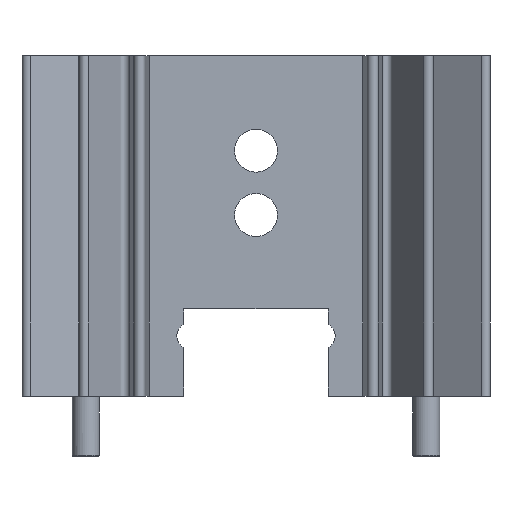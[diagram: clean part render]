
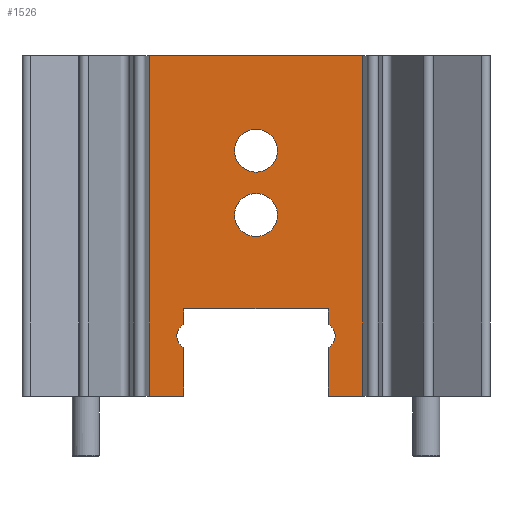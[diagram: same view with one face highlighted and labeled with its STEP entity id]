
A CAD part, front view. The second image highlights one B-rep face of the part: STEP entity #1526.
In plain terms, the highlighted planar face has unit normal (0, -1, 0).
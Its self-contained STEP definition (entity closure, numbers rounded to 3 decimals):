
#50 = VERTEX_POINT('',#51);
#51 = CARTESIAN_POINT('',(19.05,5.6,13.5));
#56 = EDGE_CURVE('',#50,#50,#57,.T.);
#57 = CIRCLE('',#58,1.6);
#58 = AXIS2_PLACEMENT_3D('',#59,#60,#61);
#59 = CARTESIAN_POINT('',(17.45,5.6,13.5));
#60 = DIRECTION('',(0.,1.,0.));
#61 = DIRECTION('',(-1.,0.,0.));
#82 = VERTEX_POINT('',#83);
#83 = CARTESIAN_POINT('',(19.05,5.6,18.3));
#88 = EDGE_CURVE('',#82,#82,#89,.T.);
#89 = CIRCLE('',#90,1.6);
#90 = AXIS2_PLACEMENT_3D('',#91,#92,#93);
#91 = CARTESIAN_POINT('',(17.45,5.6,18.3));
#92 = DIRECTION('',(0.,1.,0.));
#93 = DIRECTION('',(-1.,0.,0.));
#421 = VERTEX_POINT('',#422);
#422 = CARTESIAN_POINT('',(9.5,5.6,25.4));
#428 = EDGE_CURVE('',#429,#421,#431,.T.);
#429 = VERTEX_POINT('',#430);
#430 = CARTESIAN_POINT('',(25.4,5.6,25.4));
#431 = LINE('',#432,#433);
#432 = CARTESIAN_POINT('',(25.4,5.6,25.4));
#433 = VECTOR('',#434,1.);
#434 = DIRECTION('',(-1.,0.,0.));
#1483 = EDGE_CURVE('',#1484,#429,#1486,.T.);
#1484 = VERTEX_POINT('',#1485);
#1485 = CARTESIAN_POINT('',(25.4,5.6,0.));
#1486 = LINE('',#1487,#1488);
#1487 = CARTESIAN_POINT('',(25.4,5.6,0.));
#1488 = VECTOR('',#1489,1.);
#1489 = DIRECTION('',(0.,0.,1.));
#1526 = ADVANCED_FACE('',(#1527,#1611,#1614),#1617,.T.);
#1527 = FACE_BOUND('',#1528,.T.);
#1528 = EDGE_LOOP('',(#1529,#1530,#1538,#1546,#1554,#1563,#1571,#1579,
    #1587,#1596,#1604,#1610));
#1529 = ORIENTED_EDGE('',*,*,#428,.T.);
#1530 = ORIENTED_EDGE('',*,*,#1531,.F.);
#1531 = EDGE_CURVE('',#1532,#421,#1534,.T.);
#1532 = VERTEX_POINT('',#1533);
#1533 = CARTESIAN_POINT('',(9.5,5.6,0.));
#1534 = LINE('',#1535,#1536);
#1535 = CARTESIAN_POINT('',(9.5,5.6,0.));
#1536 = VECTOR('',#1537,1.);
#1537 = DIRECTION('',(0.,0.,1.));
#1538 = ORIENTED_EDGE('',*,*,#1539,.T.);
#1539 = EDGE_CURVE('',#1532,#1540,#1542,.T.);
#1540 = VERTEX_POINT('',#1541);
#1541 = CARTESIAN_POINT('',(12.05,5.6,0.));
#1542 = LINE('',#1543,#1544);
#1543 = CARTESIAN_POINT('',(9.5,5.6,0.));
#1544 = VECTOR('',#1545,1.);
#1545 = DIRECTION('',(1.,0.,0.));
#1546 = ORIENTED_EDGE('',*,*,#1547,.T.);
#1547 = EDGE_CURVE('',#1540,#1548,#1550,.T.);
#1548 = VERTEX_POINT('',#1549);
#1549 = CARTESIAN_POINT('',(12.05,5.6,3.634));
#1550 = LINE('',#1551,#1552);
#1551 = CARTESIAN_POINT('',(12.05,5.6,0.));
#1552 = VECTOR('',#1553,1.);
#1553 = DIRECTION('',(0.,0.,1.));
#1554 = ORIENTED_EDGE('',*,*,#1555,.T.);
#1555 = EDGE_CURVE('',#1548,#1556,#1558,.T.);
#1556 = VERTEX_POINT('',#1557);
#1557 = CARTESIAN_POINT('',(12.05,5.6,5.366));
#1558 = CIRCLE('',#1559,1.);
#1559 = AXIS2_PLACEMENT_3D('',#1560,#1561,#1562);
#1560 = CARTESIAN_POINT('',(12.55,5.6,4.5));
#1561 = DIRECTION('',(0.,1.,0.));
#1562 = DIRECTION('',(-1.,0.,0.));
#1563 = ORIENTED_EDGE('',*,*,#1564,.T.);
#1564 = EDGE_CURVE('',#1556,#1565,#1567,.T.);
#1565 = VERTEX_POINT('',#1566);
#1566 = CARTESIAN_POINT('',(12.05,5.6,6.5));
#1567 = LINE('',#1568,#1569);
#1568 = CARTESIAN_POINT('',(12.05,5.6,5.366));
#1569 = VECTOR('',#1570,1.);
#1570 = DIRECTION('',(0.,0.,1.));
#1571 = ORIENTED_EDGE('',*,*,#1572,.T.);
#1572 = EDGE_CURVE('',#1565,#1573,#1575,.T.);
#1573 = VERTEX_POINT('',#1574);
#1574 = CARTESIAN_POINT('',(22.85,5.6,6.5));
#1575 = LINE('',#1576,#1577);
#1576 = CARTESIAN_POINT('',(12.05,5.6,6.5));
#1577 = VECTOR('',#1578,1.);
#1578 = DIRECTION('',(1.,0.,0.));
#1579 = ORIENTED_EDGE('',*,*,#1580,.T.);
#1580 = EDGE_CURVE('',#1573,#1581,#1583,.T.);
#1581 = VERTEX_POINT('',#1582);
#1582 = CARTESIAN_POINT('',(22.85,5.6,5.366));
#1583 = LINE('',#1584,#1585);
#1584 = CARTESIAN_POINT('',(22.85,5.6,6.5));
#1585 = VECTOR('',#1586,1.);
#1586 = DIRECTION('',(0.,0.,-1.));
#1587 = ORIENTED_EDGE('',*,*,#1588,.T.);
#1588 = EDGE_CURVE('',#1581,#1589,#1591,.T.);
#1589 = VERTEX_POINT('',#1590);
#1590 = CARTESIAN_POINT('',(22.85,5.6,3.634));
#1591 = CIRCLE('',#1592,1.);
#1592 = AXIS2_PLACEMENT_3D('',#1593,#1594,#1595);
#1593 = CARTESIAN_POINT('',(22.35,5.6,4.5));
#1594 = DIRECTION('',(0.,1.,0.));
#1595 = DIRECTION('',(-1.,0.,0.));
#1596 = ORIENTED_EDGE('',*,*,#1597,.T.);
#1597 = EDGE_CURVE('',#1589,#1598,#1600,.T.);
#1598 = VERTEX_POINT('',#1599);
#1599 = CARTESIAN_POINT('',(22.85,5.6,0.));
#1600 = LINE('',#1601,#1602);
#1601 = CARTESIAN_POINT('',(22.85,5.6,3.634));
#1602 = VECTOR('',#1603,1.);
#1603 = DIRECTION('',(0.,0.,-1.));
#1604 = ORIENTED_EDGE('',*,*,#1605,.T.);
#1605 = EDGE_CURVE('',#1598,#1484,#1606,.T.);
#1606 = LINE('',#1607,#1608);
#1607 = CARTESIAN_POINT('',(22.85,5.6,0.));
#1608 = VECTOR('',#1609,1.);
#1609 = DIRECTION('',(1.,0.,0.));
#1610 = ORIENTED_EDGE('',*,*,#1483,.T.);
#1611 = FACE_BOUND('',#1612,.T.);
#1612 = EDGE_LOOP('',(#1613));
#1613 = ORIENTED_EDGE('',*,*,#56,.T.);
#1614 = FACE_BOUND('',#1615,.T.);
#1615 = EDGE_LOOP('',(#1616));
#1616 = ORIENTED_EDGE('',*,*,#88,.T.);
#1617 = PLANE('',#1618);
#1618 = AXIS2_PLACEMENT_3D('',#1619,#1620,#1621);
#1619 = CARTESIAN_POINT('',(25.4,5.6,0.));
#1620 = DIRECTION('',(0.,-1.,0.));
#1621 = DIRECTION('',(0.,0.,-1.));
